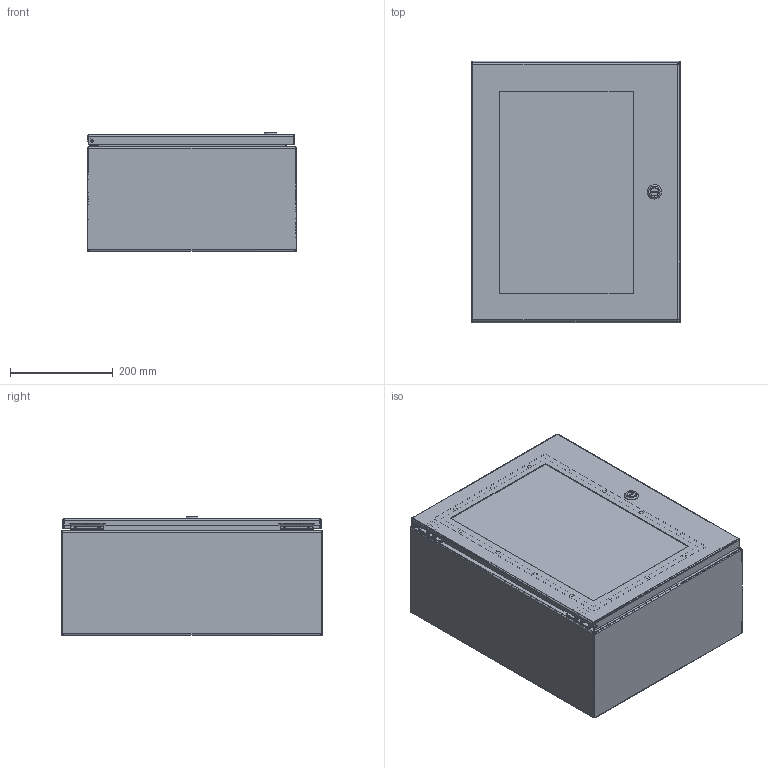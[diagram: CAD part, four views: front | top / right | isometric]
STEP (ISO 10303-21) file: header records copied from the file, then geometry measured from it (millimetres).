
FILE_DESCRIPTION (( 'STEP AP214' ), '1' );
FILE_NAME ('N412201608WCLG.STEP', '2019-09-06T11:57:18', ( '' ), ( '' ), 'SwSTEP 2.0', 'SolidWorks 2018', '' );
FILE_SCHEMA (( 'AUTOMOTIVE_DESIGN' ));
Length unit declared in the file: inch
Products named in the file (1): N412201608WCLG
Bounding box: 406.4 x 508 x 230.5 mm (x, y, z)
Volume: 2299694.2 mm3; surface area: 1907551 mm2
Topology: 65 solids, 65 shells, 1955 faces, 4517 edges, 2707 vertices
Faces by surface type: plane 731, cylinder 609, cone 394, bspline 205, torus 16
Full cylindrical faces by diameter (mm): 2.362 x4, 3.175 x2, 3.317 x68, 3.861 x4, 3.962 x16, 4.166 x68, 4.25 x4, 4.366 x4, 4.572 x4, 4.775 x6, 4.826 x14, 5 x1, 5.5 x1, 6.35 x10, 6.502 x4, 6.985 x4, 7.144 x14, 7.62 x4, 8.128 x4, 8.56 x14, 9.144 x4, 9.9 x1, 10 x1, 10.2 x1, 11.112 x4, 12.8 x1, 13.5 x1, 14.3 x4, 15.2 x1, 15.8 x1
Entity records: 98046 total; most frequent: CARTESIAN_POINT 32843, DIRECTION 7562, ORIENTED_EDGE 7514, EDGE_CURVE 3757, AXIS2_PLACEMENT_3D 2964, EDGE_LOOP 2674, VERTEX_POINT 2511, FACE_OUTER_BOUND 2272
